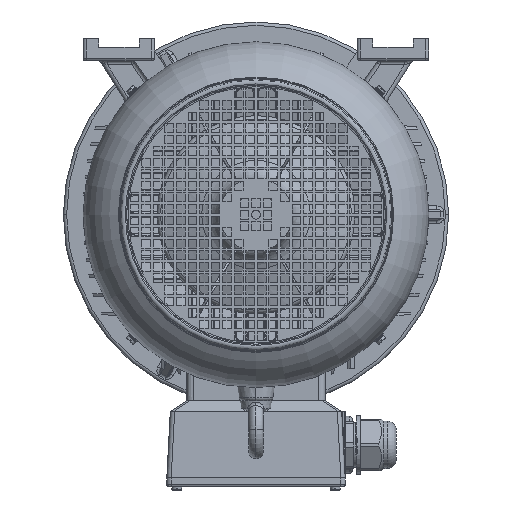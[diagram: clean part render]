
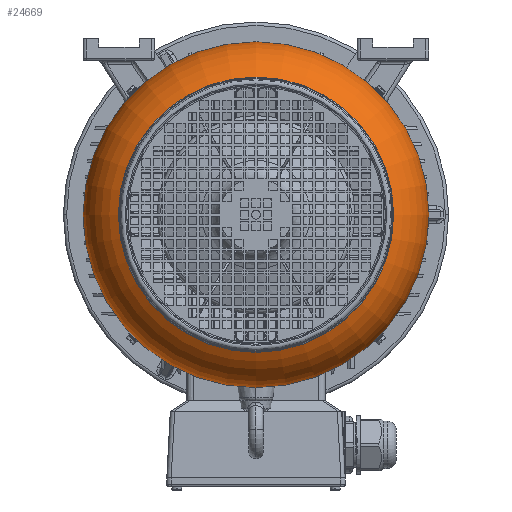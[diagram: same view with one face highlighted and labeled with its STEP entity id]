
A CAD part, left-side view. The second image highlights one B-rep face of the part: STEP entity #24669.
In plain terms, the highlighted toroidal (fillet/blend) face has major radius 97.5 mm and minor radius 59.5 mm.
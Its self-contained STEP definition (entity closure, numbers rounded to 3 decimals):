
#2117=TOROIDAL_SURFACE('',#95160,97.5,59.5);
#16607=CIRCLE('',#95157,125.049);
#16608=CIRCLE('',#95159,157.);
#24669=ADVANCED_FACE('',(#29094,#29095),#2117,.T.);
#29094=FACE_BOUND('',#33902,.T.);
#29095=FACE_BOUND('',#33903,.T.);
#33902=EDGE_LOOP('',(#67992));
#33903=EDGE_LOOP('',(#67993));
#67992=ORIENTED_EDGE('',*,*,#87919,.F.);
#67993=ORIENTED_EDGE('',*,*,#87918,.T.);
#77580=VERTEX_POINT('',#148666);
#77581=VERTEX_POINT('',#148669);
#87918=EDGE_CURVE('',#77580,#77580,#16607,.T.);
#87919=EDGE_CURVE('',#77581,#77581,#16608,.T.);
#95157=AXIS2_PLACEMENT_3D('',#148665,#113429,#113430);
#95159=AXIS2_PLACEMENT_3D('',#148668,#113433,#113434);
#95160=AXIS2_PLACEMENT_3D('',#148670,#113435,#113436);
#113429=DIRECTION('',(1.,0.,0.));
#113430=DIRECTION('',(0.,0.,1.));
#113433=DIRECTION('',(1.,0.,0.));
#113434=DIRECTION('',(0.,0.,1.));
#113435=DIRECTION('',(1.,0.,0.));
#113436=DIRECTION('',(0.,0.,1.));
#148665=CARTESIAN_POINT('',(-169.738,166.457,-166.457));
#148666=CARTESIAN_POINT('',(-169.738,166.457,-41.409));
#148668=CARTESIAN_POINT('',(-117.,166.457,-166.457));
#148669=CARTESIAN_POINT('',(-117.,166.457,-9.457));
#148670=CARTESIAN_POINT('',(-117.,166.457,-166.457));
